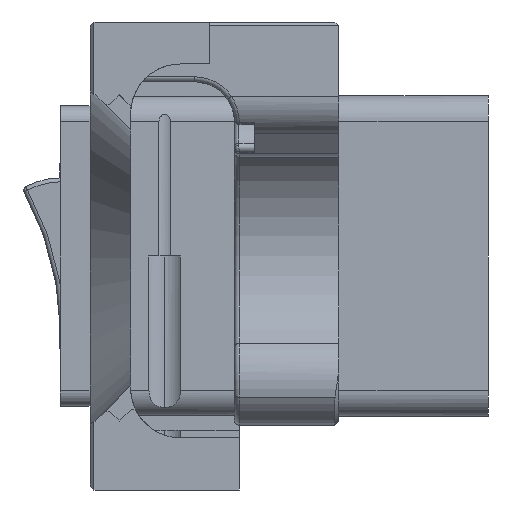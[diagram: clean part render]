
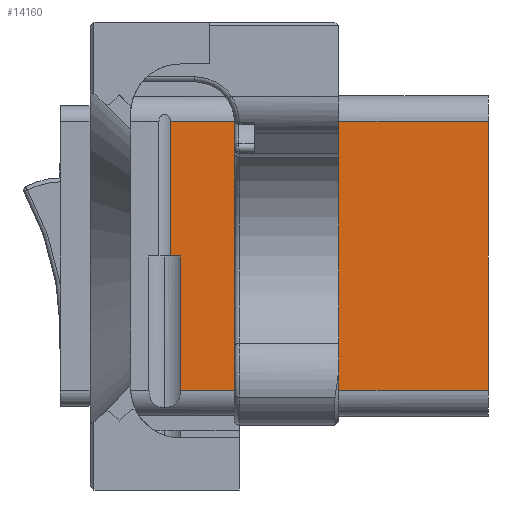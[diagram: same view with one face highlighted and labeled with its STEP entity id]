
A CAD part, left-side view. The second image highlights one B-rep face of the part: STEP entity #14160.
In plain terms, the highlighted planar face has unit normal (-1, 0, 0).
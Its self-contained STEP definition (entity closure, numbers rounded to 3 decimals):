
#892 = ORIENTED_EDGE ( 'NONE', *, *, #21100, .T. ) ;
#1510 = EDGE_CURVE ( 'NONE', #33241, #10749, #19443, .T. ) ;
#2241 = CARTESIAN_POINT ( 'NONE',  ( -26.4, -40., -13.494 ) ) ;
#2528 = EDGE_CURVE ( 'NONE', #37769, #37815, #25183, .T. ) ;
#2635 = VECTOR ( 'NONE', #9669, 1000. ) ;
#2666 = CARTESIAN_POINT ( 'NONE',  ( -26.4, -8.074, 23.5 ) ) ;
#4721 = ORIENTED_EDGE ( 'NONE', *, *, #1510, .T. ) ;
#7133 = DIRECTION ( 'NONE',  ( 0., 1., 0. ) ) ;
#7295 = CARTESIAN_POINT ( 'NONE',  ( -26.4, -40., -13.494 ) ) ;
#9669 = DIRECTION ( 'NONE',  ( 0., 1., 0. ) ) ;
#10066 = LINE ( 'NONE', #10921, #18341 ) ;
#10664 = PLANE ( 'NONE',  #18829 ) ;
#10749 = VERTEX_POINT ( 'NONE', #36826 ) ;
#10870 = DIRECTION ( 'NONE',  ( -1., 0., 0. ) ) ;
#10916 = EDGE_CURVE ( 'NONE', #10749, #24838, #15836, .T. ) ;
#10921 = CARTESIAN_POINT ( 'NONE',  ( -26.4, -40., -13.494 ) ) ;
#11717 = EDGE_CURVE ( 'NONE', #37815, #24838, #33688, .T. ) ;
#13008 = CARTESIAN_POINT ( 'NONE',  ( -26.4, -40., 0. ) ) ;
#13329 = VECTOR ( 'NONE', #18893, 1000. ) ;
#14160 = ADVANCED_FACE ( 'NONE', ( #27744 ), #10664, .T. ) ;
#14368 = CARTESIAN_POINT ( 'NONE',  ( -26.4, -9.082, 0. ) ) ;
#15282 = VECTOR ( 'NONE', #33149, 1000. ) ;
#15836 = LINE ( 'NONE', #2666, #15282 ) ;
#16335 = DIRECTION ( 'NONE',  ( 0., 0., 1. ) ) ;
#18341 = VECTOR ( 'NONE', #7133, 1000. ) ;
#18829 = AXIS2_PLACEMENT_3D ( 'NONE', #7295, #10870, #41851 ) ;
#18893 = DIRECTION ( 'NONE',  ( 0., 0., 1. ) ) ;
#19443 = LINE ( 'NONE', #19894, #39169 ) ;
#19894 = CARTESIAN_POINT ( 'NONE',  ( -26.4, -40., 13.494 ) ) ;
#20445 = VECTOR ( 'NONE', #16335, 1000. ) ;
#21100 = EDGE_CURVE ( 'NONE', #37981, #33241, #36523, .T. ) ;
#24838 = VERTEX_POINT ( 'NONE', #35844 ) ;
#25183 = LINE ( 'NONE', #28550, #13329 ) ;
#26746 = CARTESIAN_POINT ( 'NONE',  ( -26.4, -40., -13.494 ) ) ;
#27744 = FACE_OUTER_BOUND ( 'NONE', #30751, .T. ) ;
#28550 = CARTESIAN_POINT ( 'NONE',  ( -26.4, -9.082, -23.5 ) ) ;
#29161 = CARTESIAN_POINT ( 'NONE',  ( -26.4, -40., 13.494 ) ) ;
#29388 = ORIENTED_EDGE ( 'NONE', *, *, #2528, .F. ) ;
#30695 = ORIENTED_EDGE ( 'NONE', *, *, #11717, .F. ) ;
#30751 = EDGE_LOOP ( 'NONE', ( #29388, #35324, #892, #4721, #35236, #30695 ) ) ;
#33149 = DIRECTION ( 'NONE',  ( 0., 0., -1. ) ) ;
#33241 = VERTEX_POINT ( 'NONE', #29161 ) ;
#33688 = LINE ( 'NONE', #13008, #2635 ) ;
#35236 = ORIENTED_EDGE ( 'NONE', *, *, #10916, .T. ) ;
#35324 = ORIENTED_EDGE ( 'NONE', *, *, #42210, .F. ) ;
#35844 = CARTESIAN_POINT ( 'NONE',  ( -26.4, -8.074, 0. ) ) ;
#36523 = LINE ( 'NONE', #2241, #20445 ) ;
#36826 = CARTESIAN_POINT ( 'NONE',  ( -26.4, -8.074, 13.494 ) ) ;
#37769 = VERTEX_POINT ( 'NONE', #42231 ) ;
#37815 = VERTEX_POINT ( 'NONE', #14368 ) ;
#37981 = VERTEX_POINT ( 'NONE', #26746 ) ;
#39169 = VECTOR ( 'NONE', #40290, 1000. ) ;
#40290 = DIRECTION ( 'NONE',  ( 0., 1., 0. ) ) ;
#41851 = DIRECTION ( 'NONE',  ( 0., 0., 1. ) ) ;
#42210 = EDGE_CURVE ( 'NONE', #37981, #37769, #10066, .T. ) ;
#42231 = CARTESIAN_POINT ( 'NONE',  ( -26.4, -9.082, -13.494 ) ) ;
